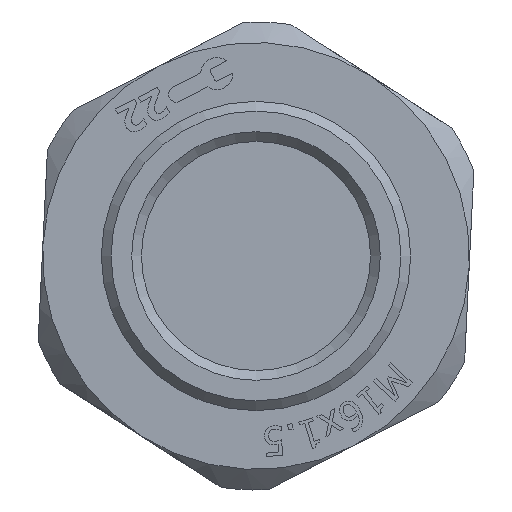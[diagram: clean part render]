
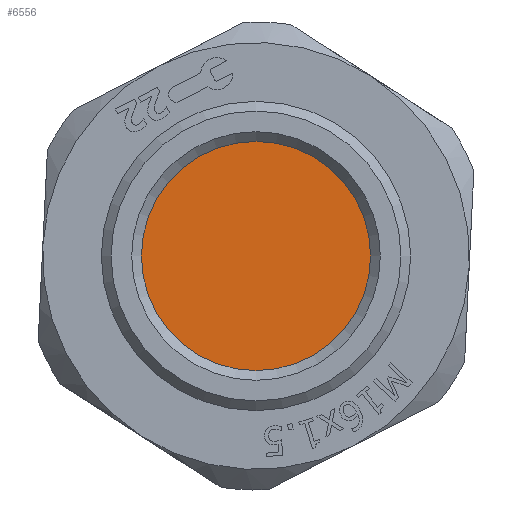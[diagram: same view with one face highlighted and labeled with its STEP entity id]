
A CAD part, front view. The second image highlights one B-rep face of the part: STEP entity #6556.
In plain terms, the highlighted planar face has unit normal (0, -1, 0).
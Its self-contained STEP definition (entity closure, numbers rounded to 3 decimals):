
#348=PLANE('',#6920);
#715=FACE_OUTER_BOUND('',#1078,.T.);
#1078=EDGE_LOOP('',(#5872));
#1171=CIRCLE('',#6918,5.85);
#3148=VERTEX_POINT('',#21193);
#4054=EDGE_CURVE('',#3148,#3148,#1171,.T.);
#5872=ORIENTED_EDGE('',*,*,#4054,.F.);
#6556=ADVANCED_FACE('',(#715),#348,.T.);
#6918=AXIS2_PLACEMENT_3D('',#21194,#8182,#8183);
#6920=AXIS2_PLACEMENT_3D('',#21198,#8188,#8189);
#8182=DIRECTION('center_axis',(0.,1.,0.));
#8183=DIRECTION('ref_axis',(-1.,0.,0.));
#8188=DIRECTION('center_axis',(0.,-1.,0.));
#8189=DIRECTION('ref_axis',(0.,0.,-1.));
#21193=CARTESIAN_POINT('',(5.85,0.6,0.));
#21194=CARTESIAN_POINT('Origin',(0.,0.6,0.));
#21198=CARTESIAN_POINT('Origin',(0.,0.6,
0.));
